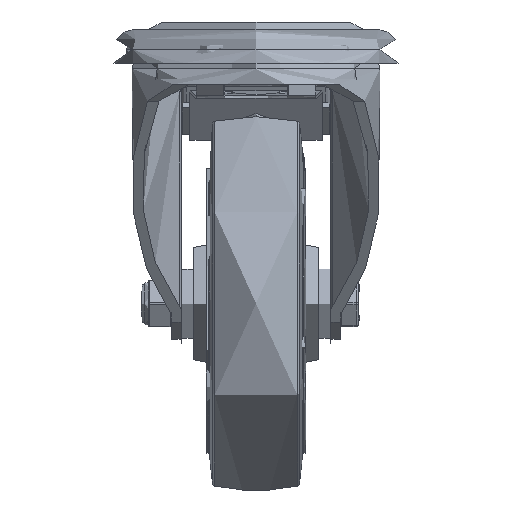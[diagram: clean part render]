
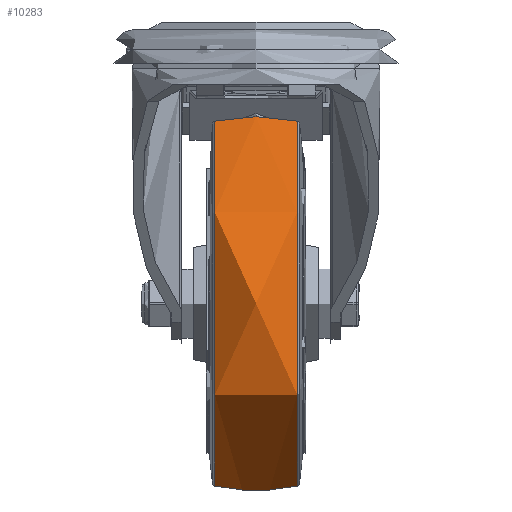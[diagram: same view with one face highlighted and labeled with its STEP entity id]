
A CAD part, left-side view. The second image highlights one B-rep face of the part: STEP entity #10283.
In plain terms, the highlighted free-form (B-spline) face has degree [2, 2] with [3, 9] control points.
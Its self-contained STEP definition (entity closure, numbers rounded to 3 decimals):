
#40=(
BOUNDED_SURFACE()
B_SPLINE_SURFACE(2,2,((#20661,#20662,#20663,#20664,#20665,#20666,#20667,
#20668,#20669),(#20670,#20671,#20672,#20673,#20674,#20675,#20676,#20677,
#20678),(#20679,#20680,#20681,#20682,#20683,#20684,#20685,#20686,#20687)),
 .UNSPECIFIED.,.F.,.T.,.F.)
B_SPLINE_SURFACE_WITH_KNOTS((3,3),(3,2,2,2,3),(-0.215,0.215),
(-3.142,-1.571,0.,1.571,3.142),
 .UNSPECIFIED.)
GEOMETRIC_REPRESENTATION_ITEM()
RATIONAL_B_SPLINE_SURFACE(((1.,0.707,1.,0.707,1.,
0.707,1.,0.707,1.),(0.977,0.691,
0.977,0.691,0.977,0.691,
0.977,0.691,0.977),(1.,0.707,
1.,0.707,1.,0.707,1.,0.707,1.)))
REPRESENTATION_ITEM('')
SURFACE()
);
#3081=FACE_OUTER_BOUND('',#3716,.T.);
#3716=EDGE_LOOP('',(#8589,#8590,#8591,#8592));
#4214=CIRCLE('',#11295,73.221);
#4215=CIRCLE('',#11296,77.563);
#4216=CIRCLE('',#11297,73.221);
#4991=VERTEX_POINT('',#20658);
#4992=VERTEX_POINT('',#20688);
#6252=EDGE_CURVE('',#4991,#4991,#4214,.T.);
#6253=EDGE_CURVE('',#4991,#4992,#4215,.T.);
#6254=EDGE_CURVE('',#4992,#4992,#4216,.T.);
#8589=ORIENTED_EDGE('',*,*,#6252,.F.);
#8590=ORIENTED_EDGE('',*,*,#6253,.T.);
#8591=ORIENTED_EDGE('',*,*,#6254,.T.);
#8592=ORIENTED_EDGE('',*,*,#6253,.F.);
#10283=ADVANCED_FACE('',(#3081),#40,.F.);
#11295=AXIS2_PLACEMENT_3D('',#20660,#13395,#13396);
#11296=AXIS2_PLACEMENT_3D('',#20689,#13397,#13398);
#11297=AXIS2_PLACEMENT_3D('',#20690,#13399,#13400);
#13395=DIRECTION('center_axis',(-1.,0.,0.));
#13396=DIRECTION('ref_axis',(0.,0.,1.));
#13397=DIRECTION('center_axis',(0.,-1.,0.));
#13398=DIRECTION('ref_axis',(0.,0.,-1.));
#13399=DIRECTION('center_axis',(-1.,0.,0.));
#13400=DIRECTION('ref_axis',(0.,0.,1.));
#20658=CARTESIAN_POINT('',(-16.516,0.,-73.221));
#20660=CARTESIAN_POINT('Origin',(-16.516,0.,0.));
#20661=CARTESIAN_POINT('Ctrl Pts',(16.516,0.,-73.221));
#20662=CARTESIAN_POINT('Ctrl Pts',(16.516,-73.221,-73.221));
#20663=CARTESIAN_POINT('Ctrl Pts',(16.516,-73.221,0.));
#20664=CARTESIAN_POINT('Ctrl Pts',(16.516,-73.221,73.221));
#20665=CARTESIAN_POINT('Ctrl Pts',(16.516,0.,73.221));
#20666=CARTESIAN_POINT('Ctrl Pts',(16.516,73.221,73.221));
#20667=CARTESIAN_POINT('Ctrl Pts',(16.516,73.221,0.));
#20668=CARTESIAN_POINT('Ctrl Pts',(16.516,73.221,-73.221));
#20669=CARTESIAN_POINT('Ctrl Pts',(16.516,0.,-73.221));
#20670=CARTESIAN_POINT('Ctrl Pts',(0.,0.,-76.821));
#20671=CARTESIAN_POINT('Ctrl Pts',(0.,-76.821,-76.821));
#20672=CARTESIAN_POINT('Ctrl Pts',(0.,-76.821,0.));
#20673=CARTESIAN_POINT('Ctrl Pts',(0.,-76.821,76.821));
#20674=CARTESIAN_POINT('Ctrl Pts',(0.,0.,76.821));
#20675=CARTESIAN_POINT('Ctrl Pts',(0.,76.821,76.821));
#20676=CARTESIAN_POINT('Ctrl Pts',(0.,76.821,0.));
#20677=CARTESIAN_POINT('Ctrl Pts',(0.,76.821,-76.821));
#20678=CARTESIAN_POINT('Ctrl Pts',(0.,0.,-76.821));
#20679=CARTESIAN_POINT('Ctrl Pts',(-16.516,0.,-73.221));
#20680=CARTESIAN_POINT('Ctrl Pts',(-16.516,-73.221,-73.221));
#20681=CARTESIAN_POINT('Ctrl Pts',(-16.516,-73.221,
0.));
#20682=CARTESIAN_POINT('Ctrl Pts',(-16.516,-73.221,73.221));
#20683=CARTESIAN_POINT('Ctrl Pts',(-16.516,0.,73.221));
#20684=CARTESIAN_POINT('Ctrl Pts',(-16.516,73.221,73.221));
#20685=CARTESIAN_POINT('Ctrl Pts',(-16.516,73.221,0.));
#20686=CARTESIAN_POINT('Ctrl Pts',(-16.516,73.221,-73.221));
#20687=CARTESIAN_POINT('Ctrl Pts',(-16.516,0.,-73.221));
#20688=CARTESIAN_POINT('',(16.516,0.,-73.221));
#20689=CARTESIAN_POINT('Origin',(0.,0.,2.563));
#20690=CARTESIAN_POINT('Origin',(16.516,0.,0.));
